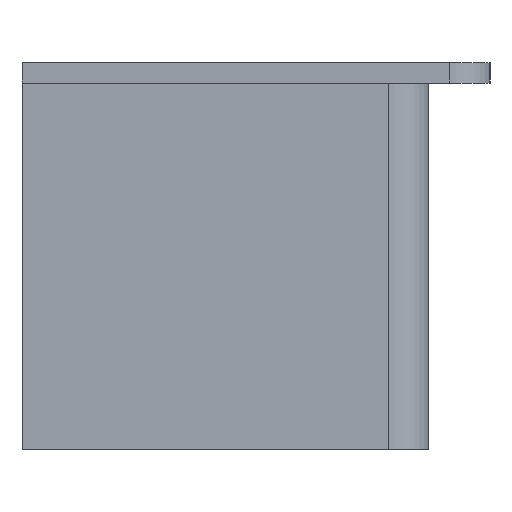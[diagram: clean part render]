
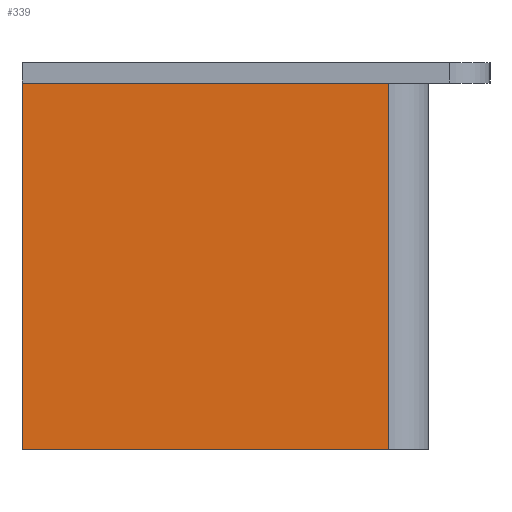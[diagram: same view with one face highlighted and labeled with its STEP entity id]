
A CAD part, left-side view. The second image highlights one B-rep face of the part: STEP entity #339.
In plain terms, the highlighted planar face has unit normal (-1, 0, 0).
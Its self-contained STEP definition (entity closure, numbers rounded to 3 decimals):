
#72 = VERTEX_POINT('',#73);
#73 = CARTESIAN_POINT('',(-50.,2.,0.));
#80 = EDGE_CURVE('',#72,#81,#83,.T.);
#81 = VERTEX_POINT('',#82);
#82 = CARTESIAN_POINT('',(-50.,20.,0.));
#83 = LINE('',#84,#85);
#84 = CARTESIAN_POINT('',(-50.,0.,0.));
#85 = VECTOR('',#86,1.);
#86 = DIRECTION('',(0.,1.,0.));
#268 = VERTEX_POINT('',#269);
#269 = CARTESIAN_POINT('',(-50.,20.,18.));
#275 = EDGE_CURVE('',#276,#268,#278,.T.);
#276 = VERTEX_POINT('',#277);
#277 = CARTESIAN_POINT('',(-50.,2.,18.));
#278 = LINE('',#279,#280);
#279 = CARTESIAN_POINT('',(-50.,0.,18.));
#280 = VECTOR('',#281,1.);
#281 = DIRECTION('',(0.,1.,0.));
#327 = EDGE_CURVE('',#72,#276,#328,.T.);
#328 = LINE('',#329,#330);
#329 = CARTESIAN_POINT('',(-50.,2.,0.));
#330 = VECTOR('',#331,1.);
#331 = DIRECTION('',(0.,0.,1.));
#339 = ADVANCED_FACE('',(#340),#351,.F.);
#340 = FACE_BOUND('',#341,.T.);
#341 = EDGE_LOOP('',(#342,#343,#344,#345));
#342 = ORIENTED_EDGE('',*,*,#80,.F.);
#343 = ORIENTED_EDGE('',*,*,#327,.T.);
#344 = ORIENTED_EDGE('',*,*,#275,.T.);
#345 = ORIENTED_EDGE('',*,*,#346,.F.);
#346 = EDGE_CURVE('',#81,#268,#347,.T.);
#347 = LINE('',#348,#349);
#348 = CARTESIAN_POINT('',(-50.,20.,0.));
#349 = VECTOR('',#350,1.);
#350 = DIRECTION('',(0.,0.,1.));
#351 = PLANE('',#352);
#352 = AXIS2_PLACEMENT_3D('',#353,#354,#355);
#353 = CARTESIAN_POINT('',(-50.,0.,0.));
#354 = DIRECTION('',(1.,0.,0.));
#355 = DIRECTION('',(0.,-1.,-0.));
